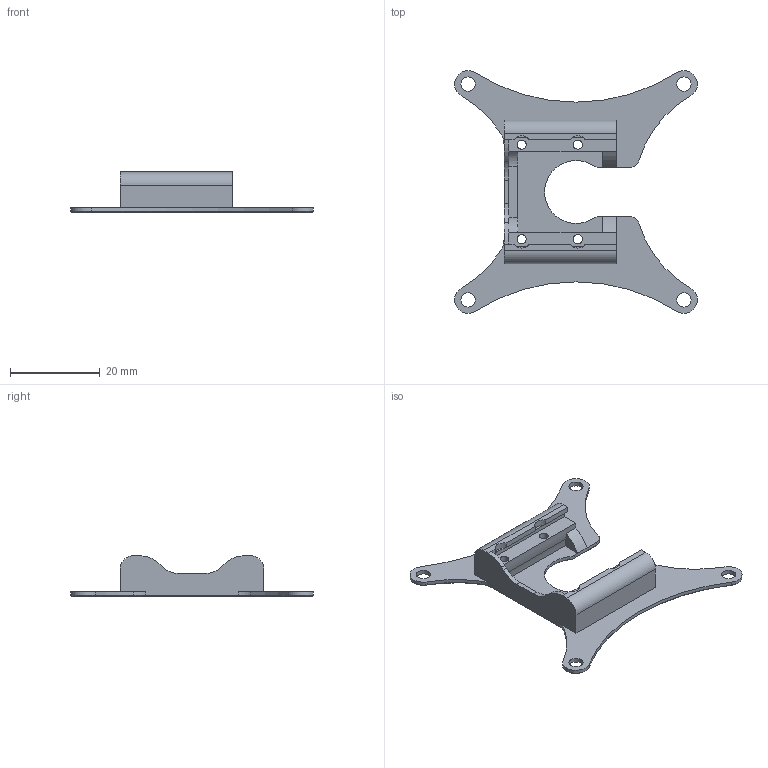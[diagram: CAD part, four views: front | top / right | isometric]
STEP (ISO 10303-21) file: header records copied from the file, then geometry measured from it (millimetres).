
FILE_DESCRIPTION(('FreeCAD Model'),'2;1');
FILE_NAME('Open CASCADE Shape Model','2024-11-10T09:17:28',('Author'),( ''),'Open CASCADE STEP processor 7.7','FreeCAD','Unknown');
FILE_SCHEMA(('AUTOMOTIVE_DESIGN { 1 0 10303 214 1 1 1 1 }'));
Length unit declared in the file: millimetre
Products named in the file (1): 2-cam-mount-slide-in
Bounding box: 53.99 x 53.99 x 9 mm (x, y, z)
Volume: 3696.8 mm3; surface area: 4337.5 mm2
Topology: 1 solids, 1 shells, 107 faces, 300 edges, 195 vertices
Faces by surface type: cylinder 43, plane 42, cone 22
Full cylindrical faces by diameter (mm): 2 x4, 3.2 x4
Entity records: 3540 total; most frequent: DIRECTION 646, CARTESIAN_POINT 603, ORIENTED_EDGE 600, EDGE_CURVE 300, AXIS2_PLACEMENT_3D 238, VERTEX_POINT 195, LINE 170, VECTOR 170
